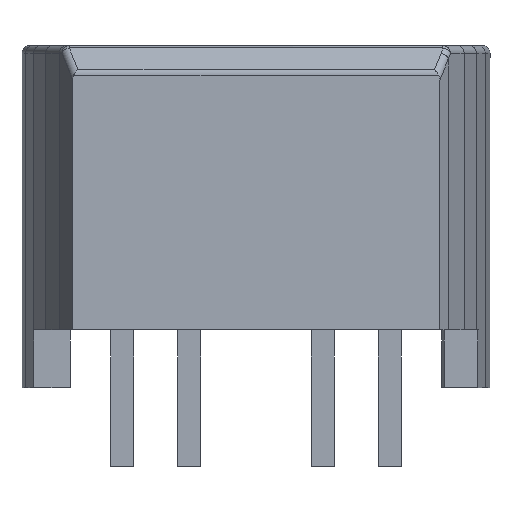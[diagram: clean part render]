
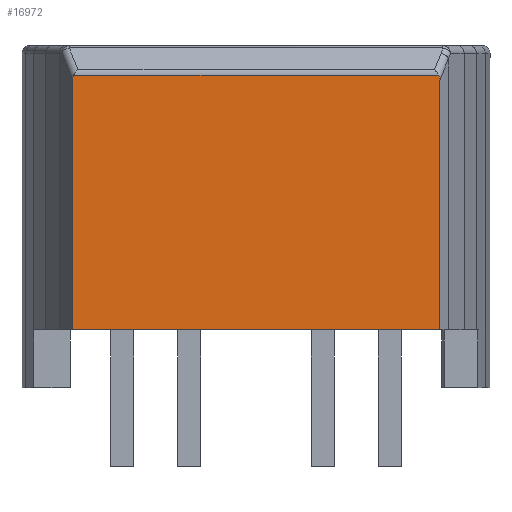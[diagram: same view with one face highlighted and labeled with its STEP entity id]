
A CAD part, front view. The second image highlights one B-rep face of the part: STEP entity #16972.
In plain terms, the highlighted face is planar.
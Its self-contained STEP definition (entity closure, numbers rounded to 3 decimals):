
#743 = ORIENTED_EDGE ( 'NONE', *, *, #17677, .T. ) ;
#2287 = CARTESIAN_POINT ( 'NONE',  ( -1.91, 1.89, 2.2 ) ) ;
#2552 = EDGE_CURVE ( 'NONE', #7615, #8491, #20252, .T. ) ;
#2765 = CARTESIAN_POINT ( 'NONE',  ( -1.91, -12.06, 11.876 ) ) ;
#2780 = ORIENTED_EDGE ( 'NONE', *, *, #20677, .T. ) ;
#2913 = EDGE_CURVE ( 'NONE', #18753, #15456, #12137, .T. ) ;
#3041 = CARTESIAN_POINT ( 'NONE',  ( -1.91, -12.06, 11.761 ) ) ;
#3366 = VECTOR ( 'NONE', #19233, 1000. ) ;
#3494 = ORIENTED_EDGE ( 'NONE', *, *, #2552, .F. ) ;
#3601 = VECTOR ( 'NONE', #12768, 1000. ) ;
#3992 = DIRECTION ( 'NONE',  ( -1., 0., 0. ) ) ;
#5762 = CARTESIAN_POINT ( 'NONE',  ( -1.91, -12.06, 2.2 ) ) ;
#5862 = EDGE_CURVE ( 'NONE', #16390, #18753, #20715, .T. ) ;
#7131 = DIRECTION ( 'NONE',  ( 0., 0., 1. ) ) ;
#7615 = VERTEX_POINT ( 'NONE', #13670 ) ;
#8401 = AXIS2_PLACEMENT_3D ( 'NONE', #5762, #3992, #7131 ) ;
#8491 = VERTEX_POINT ( 'NONE', #8954 ) ;
#8552 = CARTESIAN_POINT ( 'NONE',  ( -1.91, -12.018, 11.876 ) ) ;
#8954 = CARTESIAN_POINT ( 'NONE',  ( -1.91, 1.847, 11.876 ) ) ;
#9141 = DIRECTION ( 'NONE',  ( 0., -1., 0. ) ) ;
#9534 = B_SPLINE_CURVE_WITH_KNOTS ( 'NONE', 3,
 ( #11428, #3041, #16218, #17973 ),
 .UNSPECIFIED., .F., .F.,
 ( 4, 4 ),
 ( 0., 1. ),
 .UNSPECIFIED. ) ;
#9943 = EDGE_CURVE ( 'NONE', #10881, #8491, #13168, .T. ) ;
#10582 = CARTESIAN_POINT ( 'NONE',  ( -1.91, -12.06, 2.2 ) ) ;
#10881 = VERTEX_POINT ( 'NONE', #8552 ) ;
#11151 = VECTOR ( 'NONE', #9141, 1000. ) ;
#11428 = CARTESIAN_POINT ( 'NONE',  ( -1.91, -12.06, 11.69 ) ) ;
#12137 = LINE ( 'NONE', #17732, #3601 ) ;
#12768 = DIRECTION ( 'NONE',  ( 0., 0., 1. ) ) ;
#12897 = DIRECTION ( 'NONE',  ( 0., 0., -1. ) ) ;
#13089 = CARTESIAN_POINT ( 'NONE',  ( -1.91, -12.06, 11.69 ) ) ;
#13168 = LINE ( 'NONE', #2765, #3366 ) ;
#13483 = ORIENTED_EDGE ( 'NONE', *, *, #9943, .T. ) ;
#13670 = CARTESIAN_POINT ( 'NONE',  ( -1.91, 1.89, 11.686 ) ) ;
#13934 = EDGE_LOOP ( 'NONE', ( #743, #20917, #18260, #2780, #13483, #3494 ) ) ;
#15079 = CARTESIAN_POINT ( 'NONE',  ( -1.91, 1.873, 11.828 ) ) ;
#15456 = VERTEX_POINT ( 'NONE', #13089 ) ;
#15573 = LINE ( 'NONE', #17375, #20791 ) ;
#16218 = CARTESIAN_POINT ( 'NONE',  ( -1.91, -12.046, 11.823 ) ) ;
#16390 = VERTEX_POINT ( 'NONE', #2287 ) ;
#16521 = CARTESIAN_POINT ( 'NONE',  ( -1.91, 1.847, 11.876 ) ) ;
#16653 = CARTESIAN_POINT ( 'NONE',  ( -1.91, 1.89, 11.764 ) ) ;
#16972 = ADVANCED_FACE ( 'NONE', ( #20470 ), #17097, .T. ) ;
#17097 = PLANE ( 'NONE',  #8401 ) ;
#17375 = CARTESIAN_POINT ( 'NONE',  ( -1.91, 1.89, 2.2 ) ) ;
#17677 = EDGE_CURVE ( 'NONE', #7615, #16390, #15573, .T. ) ;
#17732 = CARTESIAN_POINT ( 'NONE',  ( -1.91, -12.06, 2.2 ) ) ;
#17973 = CARTESIAN_POINT ( 'NONE',  ( -1.91, -12.018, 11.876 ) ) ;
#18260 = ORIENTED_EDGE ( 'NONE', *, *, #2913, .T. ) ;
#18753 = VERTEX_POINT ( 'NONE', #10582 ) ;
#19233 = DIRECTION ( 'NONE',  ( 0., 1., 0. ) ) ;
#19942 = CARTESIAN_POINT ( 'NONE',  ( -1.91, 1.89, 11.686 ) ) ;
#20008 = CARTESIAN_POINT ( 'NONE',  ( -1.91, 1.89, 2.2 ) ) ;
#20252 = B_SPLINE_CURVE_WITH_KNOTS ( 'NONE', 3,
 ( #19942, #16653, #15079, #16521 ),
 .UNSPECIFIED., .F., .F.,
 ( 4, 4 ),
 ( 0., 1. ),
 .UNSPECIFIED. ) ;
#20470 = FACE_OUTER_BOUND ( 'NONE', #13934, .T. ) ;
#20677 = EDGE_CURVE ( 'NONE', #15456, #10881, #9534, .T. ) ;
#20715 = LINE ( 'NONE', #20008, #11151 ) ;
#20791 = VECTOR ( 'NONE', #12897, 1000. ) ;
#20917 = ORIENTED_EDGE ( 'NONE', *, *, #5862, .T. ) ;
